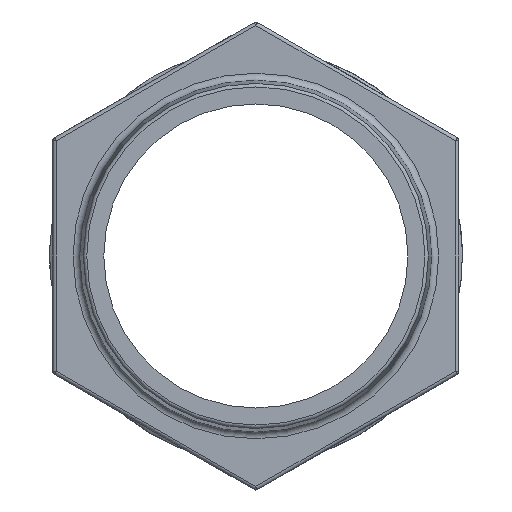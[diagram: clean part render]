
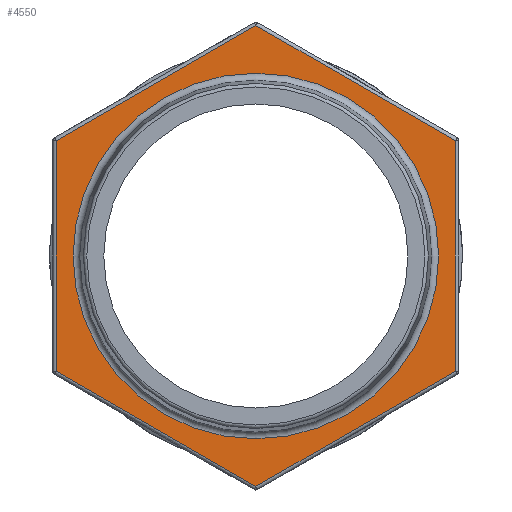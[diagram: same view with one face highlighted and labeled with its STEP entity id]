
A CAD part, left-side view. The second image highlights one B-rep face of the part: STEP entity #4550.
In plain terms, the highlighted planar face has unit normal (-1, 0, 0).
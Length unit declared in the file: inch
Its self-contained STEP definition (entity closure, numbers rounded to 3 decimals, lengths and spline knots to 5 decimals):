
#439=LINE($,#6016,#782);
#440=LINE($,#6018,#783);
#441=LINE($,#6020,#784);
#442=LINE($,#6022,#785);
#443=LINE($,#6024,#786);
#444=LINE($,#6025,#787);
#782=VECTOR($,#5126,1.98608);
#783=VECTOR($,#5127,1.98608);
#784=VECTOR($,#5128,1.98608);
#785=VECTOR($,#5129,1.98608);
#786=VECTOR($,#5130,1.98608);
#787=VECTOR($,#5131,1.98608);
#1125=PLANE($,#4846);
#1231=FACE_BOUND($,#1561,.T.);
#1280=FACE_OUTER_BOUND($,#1560,.T.);
#1560=EDGE_LOOP($,(#3143,#3144,#3145,#3146,#3147,#3148));
#1561=EDGE_LOOP($,(#3149));
#1887=CIRCLE($,#4845,1.575);
#1996=VERTEX_POINT($,#6011);
#1997=VERTEX_POINT($,#6014);
#1998=VERTEX_POINT($,#6015);
#1999=VERTEX_POINT($,#6017);
#2000=VERTEX_POINT($,#6019);
#2001=VERTEX_POINT($,#6021);
#2002=VERTEX_POINT($,#6023);
#2442=EDGE_CURVE($,#1996,#1996,#1887,.T.);
#2443=EDGE_CURVE($,#1997,#1998,#439,.T.);
#2444=EDGE_CURVE($,#1999,#1997,#440,.T.);
#2445=EDGE_CURVE($,#2000,#1999,#441,.T.);
#2446=EDGE_CURVE($,#2001,#2000,#442,.T.);
#2447=EDGE_CURVE($,#2002,#2001,#443,.T.);
#2448=EDGE_CURVE($,#1998,#2002,#444,.T.);
#3143=ORIENTED_EDGE($,*,*,#2443,.F.);
#3144=ORIENTED_EDGE($,*,*,#2444,.F.);
#3145=ORIENTED_EDGE($,*,*,#2445,.F.);
#3146=ORIENTED_EDGE($,*,*,#2446,.F.);
#3147=ORIENTED_EDGE($,*,*,#2447,.F.);
#3148=ORIENTED_EDGE($,*,*,#2448,.F.);
#3149=ORIENTED_EDGE($,*,*,#2442,.F.);
#4550=ADVANCED_FACE($,(#1280,#1231),#1125,.T.);
#4845=AXIS2_PLACEMENT_3D($,#6012,#5122,#5123);
#4846=AXIS2_PLACEMENT_3D($,#6013,#5124,#5125);
#5122=DIRECTION('center_axis',(-1.,0.,0.));
#5123=DIRECTION('ref_axis',(0.,-1.,0.));
#5124=DIRECTION('center_axis',(-1.,0.,0.));
#5125=DIRECTION('ref_axis',(0.,0.,1.));
#5126=DIRECTION($,(0.,0.,1.));
#5127=DIRECTION($,(0.,0.866,0.5));
#5128=DIRECTION($,(0.,0.866,-0.5));
#5129=DIRECTION($,(0.,0.,-1.));
#5130=DIRECTION($,(0.,-0.866,-0.5));
#5131=DIRECTION($,(0.,-0.866,0.5));
#6011=CARTESIAN_POINT('',(3.5,1.575,0.));
#6012=CARTESIAN_POINT('Origin',(3.5,0.,0.));
#6013=CARTESIAN_POINT('Origin',(3.5,1.6325,0.));
#6014=CARTESIAN_POINT('',(3.5,1.72,-0.99304));
#6015=CARTESIAN_POINT('',(3.5,1.72,0.99304));
#6016=CARTESIAN_POINT($,(3.5,1.72,0.50518));
#6017=CARTESIAN_POINT('',(3.5,0.,-1.98608));
#6018=CARTESIAN_POINT($,(3.5,1.90969,-0.88353));
#6019=CARTESIAN_POINT('',(3.5,-1.72,-0.99304));
#6020=CARTESIAN_POINT($,(3.5,0.18969,-2.0956));
#6021=CARTESIAN_POINT('',(3.5,-1.72,0.99304));
#6022=CARTESIAN_POINT($,(3.5,-1.72,-0.50518));
#6023=CARTESIAN_POINT('',(3.5,0.,1.98608));
#6024=CARTESIAN_POINT($,(3.5,-0.68531,1.59042));
#6025=CARTESIAN_POINT($,(3.5,1.03469,1.38871));
